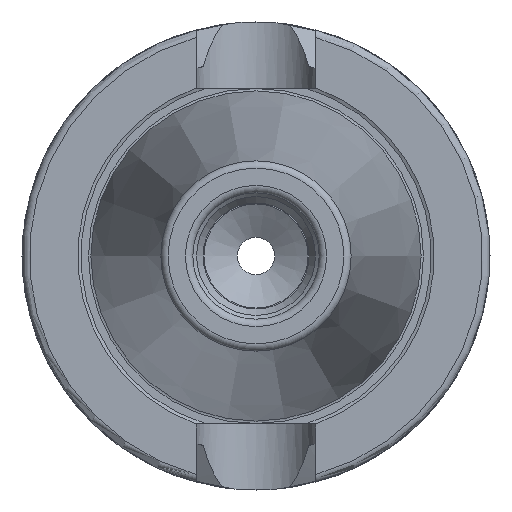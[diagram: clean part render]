
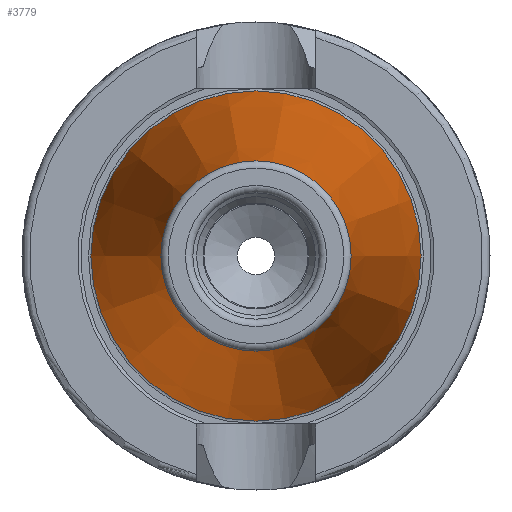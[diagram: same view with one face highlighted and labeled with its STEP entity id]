
A CAD part, left-side view. The second image highlights one B-rep face of the part: STEP entity #3779.
In plain terms, the highlighted conical face has half-angle 8.297 degrees and reference radius 17.519 mm.
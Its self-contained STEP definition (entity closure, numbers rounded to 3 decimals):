
#3239=CARTESIAN_POINT('',(0.,22.225,0.0));
#3240=VERTEX_POINT('',#3239);
#3241=CARTESIAN_POINT('',(0.,0.0,0.0));
#3242=DIRECTION('',(1.0,0.0,0.0));
#3243=DIRECTION('',(0.0,1.0,0.0));
#3244=AXIS2_PLACEMENT_3D('',#3241,#3242,#3243);
#3245=CIRCLE('',#3244,22.225);
#3246=EDGE_CURVE('',#3240,#3240,#3245,.T.);
#3753=CARTESIAN_POINT('',(-64.544,12.812,0.0));
#3754=VERTEX_POINT('',#3753);
#3755=CARTESIAN_POINT('',(-64.544,0.0,0.0));
#3756=DIRECTION('',(1.0,0.0,0.0));
#3757=DIRECTION('',(0.0,1.0,0.0));
#3758=AXIS2_PLACEMENT_3D('',#3755,#3756,#3757);
#3759=CIRCLE('',#3758,12.812);
#3760=EDGE_CURVE('',#3754,#3754,#3759,.T.);
#3768=CARTESIAN_POINT('',(-32.272,0.0,0.0));
#3769=DIRECTION('',(1.0,0.0,0.0));
#3770=DIRECTION('',(0.0,1.0,0.0));
#3771=AXIS2_PLACEMENT_3D('',#3768,#3769,#3770);
#3772=CONICAL_SURFACE('',#3771,17.519,8.297);
#3773=ORIENTED_EDGE('',*,*,#3246,.F.);
#3774=EDGE_LOOP('',(#3773));
#3775=FACE_OUTER_BOUND('',#3774,.T.);
#3776=ORIENTED_EDGE('',*,*,#3760,.T.);
#3777=EDGE_LOOP('',(#3776));
#3778=FACE_BOUND('',#3777,.T.);
#3779=ADVANCED_FACE('',(#3775,#3778),#3772,.T.);
